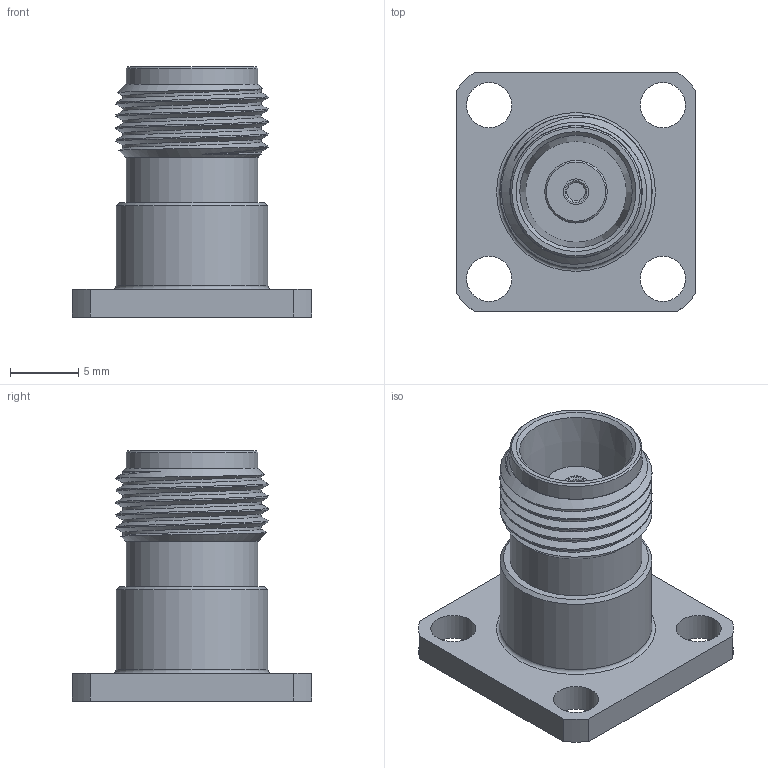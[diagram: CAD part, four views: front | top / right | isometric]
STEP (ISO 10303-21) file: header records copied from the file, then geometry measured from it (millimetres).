
FILE_DESCRIPTION (( 'STEP AP203' ), '1' );
FILE_NAME ('SC4221A_3D.step', '2020-11-03T16:11:31', ( '' ), ( '' ), 'SwSTEP 2.0', 'SolidWorks 2018', '' );
FILE_SCHEMA (( 'CONFIG_CONTROL_DESIGN' ));
Length unit declared in the file: inch
Products named in the file (1): SC4221A_3D
Bounding box: 17.53 x 17.53 x 18.3 mm (x, y, z)
Volume: 1632.6 mm3; surface area: 1685.2 mm2
Topology: 1 solids, 1 shells, 72 faces, 175 edges, 112 vertices
Faces by surface type: plane 37, cylinder 19, cone 12, bspline 3, torus 1
Full cylindrical faces by diameter (mm): 1.346 x1, 1.854 x1, 3.3 x4, 4.572 x1, 9.652 x2, 11.112 x1
Entity records: 3596 total; most frequent: CARTESIAN_POINT 1985, DIRECTION 316, ORIENTED_EDGE 294, EDGE_CURVE 147, AXIS2_PLACEMENT_3D 130, EDGE_LOOP 104, VERTEX_POINT 103, FACE_OUTER_BOUND 82
